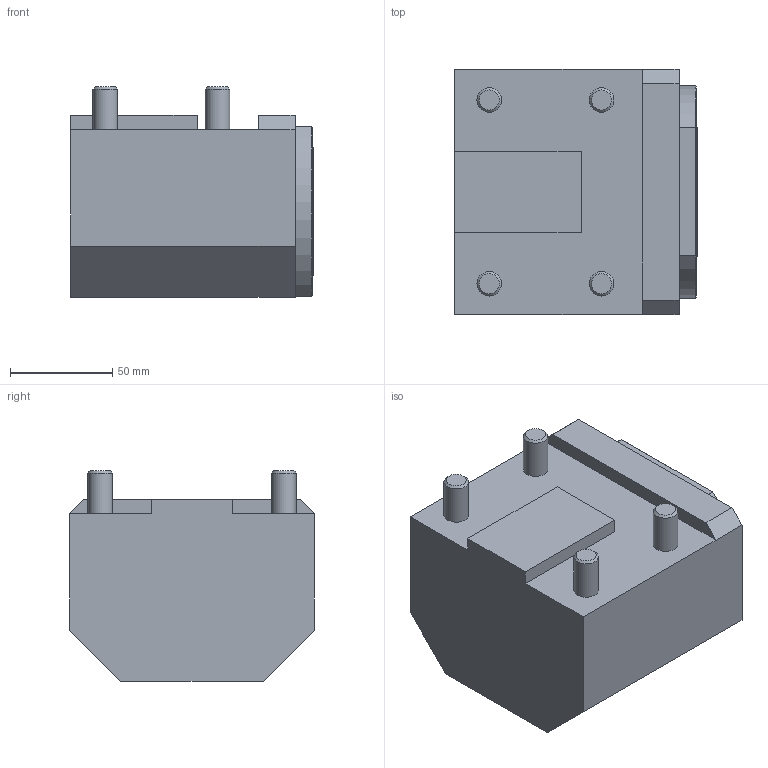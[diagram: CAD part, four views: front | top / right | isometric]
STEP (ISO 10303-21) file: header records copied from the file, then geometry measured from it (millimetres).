
FILE_DESCRIPTION(/* description */ (''),/* implementation_level */ '2;1');
FILE_NAME(/* name */ '1612183609689.stp',/* time_stamp */ '2021-02-01T13:46:55+01:00',/* author */ (''),/* organization */ ('SMS'),/* preprocessor_version */ 'ST-DEVELOPER v16.7',/* originating_system */ 'SIEMENS PLM Software NX 12.0',/* authorisation */ '');
FILE_SCHEMA (('AUTOMOTIVE_DESIGN { 1 0 10303 214 3 1 1 1 }'));
Length unit declared in the file: millimetre
Products named in the file (1): 201697589mod000_02
Bounding box: 119 x 120 x 103 mm (x, y, z)
Volume: 1066651.2 mm3; surface area: 73581.7 mm2
Topology: 1 solids, 1 shells, 48 faces, 109 edges, 74 vertices
Faces by surface type: plane 28, cone 12, cylinder 8
Full cylindrical faces by diameter (mm): 4 x1, 12 x4, 63 x1
Entity records: 1379 total; most frequent: CARTESIAN_POINT 284, DIRECTION 226, ORIENTED_EDGE 188, EDGE_CURVE 94, AXIS2_PLACEMENT_3D 85, EDGE_LOOP 66, VERTEX_POINT 66, LINE 56
